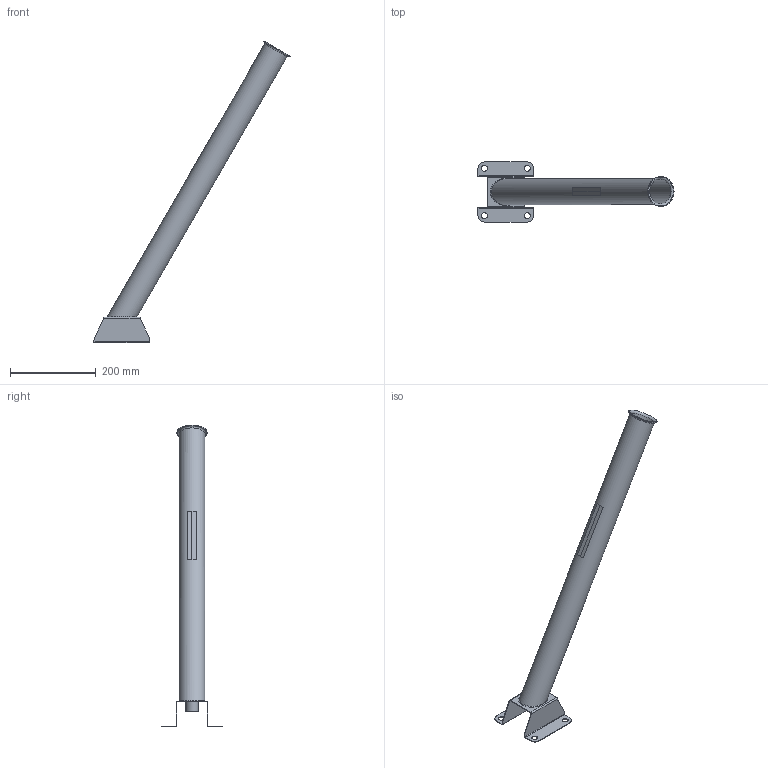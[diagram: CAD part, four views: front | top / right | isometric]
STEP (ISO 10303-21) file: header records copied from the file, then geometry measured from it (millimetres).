
FILE_DESCRIPTION(/* description */ (''),/* implementation_level */ '2;1');
FILE_NAME(/* name */ '29.968.stp',/* time_stamp */ '2018-05-23T06:40:47+02:00',/* author */ ('a.zekan'),/* organization */ (''),/* preprocessor_version */ 'ST-DEVELOPER v16.1',/* originating_system */ 'Autodesk Inventor 2016',/* authorisation */ '');
FILE_SCHEMA (('AUTOMOTIVE_DESIGN { 1 0 10303 214 3 1 1 }'));
Length unit declared in the file: millimetre
Products named in the file (1): Bauteil4
Bounding box: 456.61 x 140 x 703.28 mm (x, y, z)
Volume: 256516.2 mm3; surface area: 330560.1 mm2
Topology: 3 solids, 3 shells, 63 faces, 159 edges, 105 vertices
Faces by surface type: plane 34, cylinder 26, torus 2, bspline 1
Full cylindrical faces by diameter (mm): 14 x4, 25 x1, 28 x1, 28.3 x1, 57.1 x1, 60.3 x1, 70 x1
Entity records: 2028 total; most frequent: CARTESIAN_POINT 427, DIRECTION 316, ORIENTED_EDGE 280, EDGE_CURVE 139, AXIS2_PLACEMENT_3D 116, VERTEX_POINT 97, EDGE_LOOP 91, LINE 84
